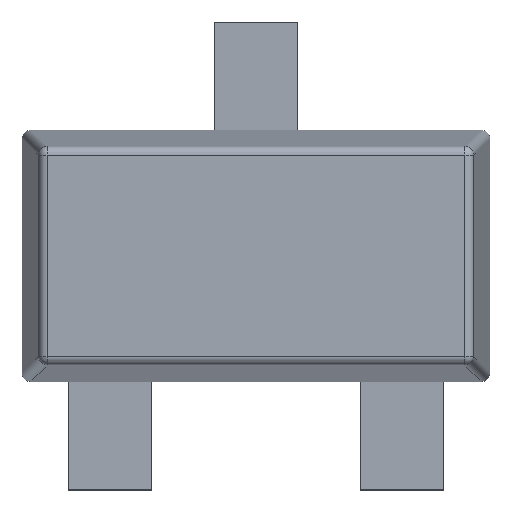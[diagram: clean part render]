
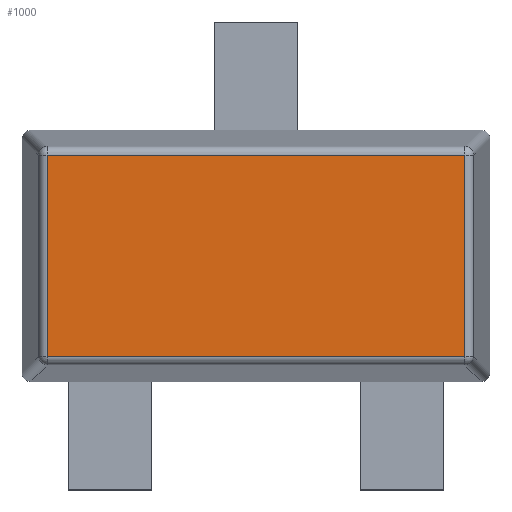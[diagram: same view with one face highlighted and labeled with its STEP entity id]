
A CAD part, top view. The second image highlights one B-rep face of the part: STEP entity #1000.
In plain terms, the highlighted planar face has unit normal (0, 0, 1).
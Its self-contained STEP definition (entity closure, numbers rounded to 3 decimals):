
#32=PLANE('',#1106);
#90=FACE_OUTER_BOUND('',#148,.T.);
#148=EDGE_LOOP('',(#779,#780,#781,#782));
#218=LINE('',#1580,#322);
#220=LINE('',#1583,#324);
#224=LINE('',#1589,#328);
#226=LINE('',#1592,#330);
#322=VECTOR('',#1290,10.);
#324=VECTOR('',#1294,10.);
#328=VECTOR('',#1302,10.);
#330=VECTOR('',#1306,10.);
#439=VERTEX_POINT('',#1491);
#446=VERTEX_POINT('',#1511);
#449=VERTEX_POINT('',#1518);
#452=VERTEX_POINT('',#1528);
#571=EDGE_CURVE('',#446,#452,#218,.T.);
#573=EDGE_CURVE('',#452,#449,#220,.T.);
#577=EDGE_CURVE('',#449,#439,#224,.T.);
#579=EDGE_CURVE('',#439,#446,#226,.T.);
#779=ORIENTED_EDGE('',*,*,#571,.F.);
#780=ORIENTED_EDGE('',*,*,#579,.F.);
#781=ORIENTED_EDGE('',*,*,#577,.F.);
#782=ORIENTED_EDGE('',*,*,#573,.F.);
#1000=ADVANCED_FACE('',(#90),#32,.T.);
#1106=AXIS2_PLACEMENT_3D('',#1611,#1329,#1330);
#1290=DIRECTION('',(0.,1.,0.));
#1294=DIRECTION('',(1.,0.,0.));
#1302=DIRECTION('',(0.,-1.,0.));
#1306=DIRECTION('',(-1.,0.,0.));
#1329=DIRECTION('center_axis',(0.,0.,1.));
#1330=DIRECTION('ref_axis',(1.,0.,0.));
#1491=CARTESIAN_POINT('',(0.714,-0.344,0.85));
#1511=CARTESIAN_POINT('',(-0.714,-0.344,0.85));
#1518=CARTESIAN_POINT('',(0.714,0.344,0.85));
#1528=CARTESIAN_POINT('',(-0.714,0.344,0.85));
#1580=CARTESIAN_POINT('',(-0.714,-0.215,0.85));
#1583=CARTESIAN_POINT('',(-0.4,0.344,0.85));
#1589=CARTESIAN_POINT('',(0.714,0.215,0.85));
#1592=CARTESIAN_POINT('',(0.4,-0.344,0.85));
#1611=CARTESIAN_POINT('Origin',(0.,0.,
0.85));
